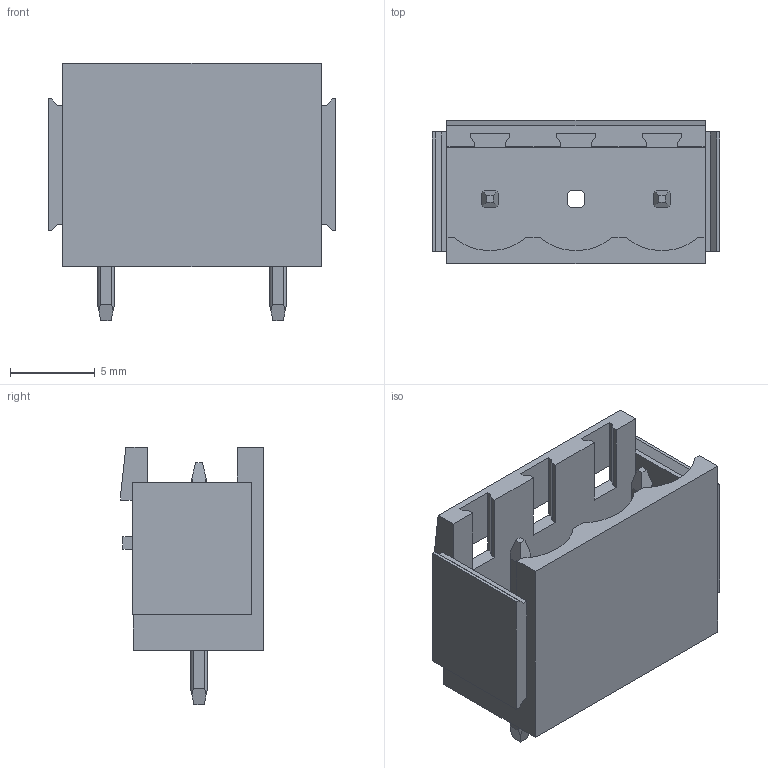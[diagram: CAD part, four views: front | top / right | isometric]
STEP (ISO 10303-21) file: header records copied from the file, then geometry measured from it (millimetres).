
FILE_DESCRIPTION(('CATIA V5 STEP Exchange','CAx-IF Rec.Pracs.--- Model Styling and Organization---1.4--- 2014-01-23'),'2;1');
FILE_NAME ('1221207-1_0', '2021-05-17T07:44:39+00:00', ('none'), ('Weidmueller'), 'CATIA Version 5-6 Release 2016 SP3 HF44', 'CATIA V5 STEP AP214', 'none');
FILE_SCHEMA(('AUTOMOTIVE_DESIGN { 1 0 10303 214 1 1 1 1 }'));
Length unit declared in the file: millimetre
Products named in the file (1): 2728020000
Bounding box: 17 x 8.43 x 15.2 mm (x, y, z)
Volume: 773.1 mm3; surface area: 1348.6 mm2
Topology: 3 solids, 3 shells, 137 faces, 399 edges, 262 vertices
Faces by surface type: plane 112, cylinder 25
Entity records: 4502 total; most frequent: CARTESIAN_POINT 891, ORIENTED_EDGE 798, DIRECTION 569, EDGE_CURVE 399, VECTOR 329, LINE 329, VERTEX_POINT 262, EDGE_LOOP 143
